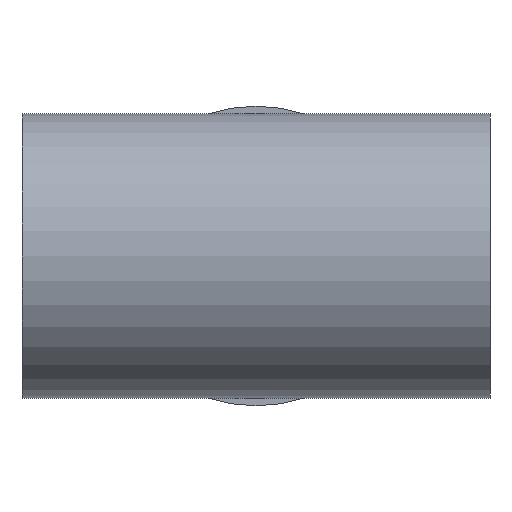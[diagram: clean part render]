
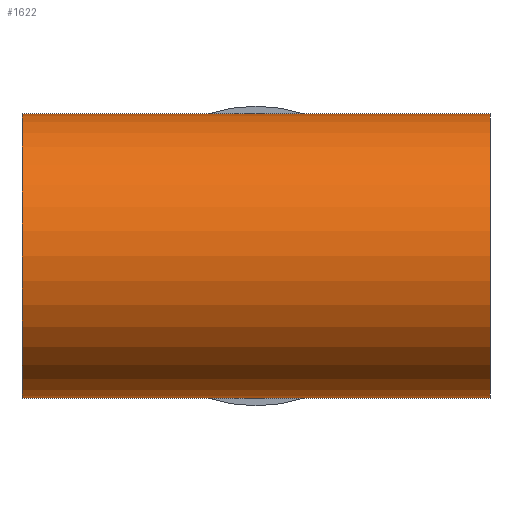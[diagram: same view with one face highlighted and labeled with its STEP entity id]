
A CAD part, front view. The second image highlights one B-rep face of the part: STEP entity #1622.
In plain terms, the highlighted cylindrical face has radius 9.652 mm (diameter 19.304 mm), a partial arc.
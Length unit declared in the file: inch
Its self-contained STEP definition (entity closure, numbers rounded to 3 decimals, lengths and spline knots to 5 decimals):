
#37 = DIRECTION ( 'NONE',  ( -1., 0., 0. ) ) ;
#38 = CARTESIAN_POINT ( 'NONE',  ( 0.625, -0.37, 0.38 ) ) ;
#44 = VECTOR ( 'NONE', #37, 39.37008 ) ;
#45 = LINE ( 'NONE', #38, #44 ) ;
#211 = CARTESIAN_POINT ( 'NONE',  ( -0.625, -0.37, 0.38 ) ) ;
#212 = DIRECTION ( 'NONE',  ( -1., 0., 0. ) ) ;
#213 = VECTOR ( 'NONE', #212, 39.37008 ) ;
#214 = CARTESIAN_POINT ( 'NONE',  ( 0.625, -0.37, -0.38 ) ) ;
#215 = LINE ( 'NONE', #214, #213 ) ;
#375 = EDGE_CURVE ( 'NONE', #435, #467, #215, .T. ) ;
#378 = VERTEX_POINT ( 'NONE', #211 ) ;
#415 = EDGE_CURVE ( 'NONE', #463, #378, #45, .T. ) ;
#435 = VERTEX_POINT ( 'NONE', #3152 ) ;
#463 = VERTEX_POINT ( 'NONE', #1927 ) ;
#467 = VERTEX_POINT ( 'NONE', #1925 ) ;
#1147 = DIRECTION ( 'NONE',  ( 0., 0., -1. ) ) ;
#1148 = DIRECTION ( 'NONE',  ( 1., 0., 0. ) ) ;
#1149 = CARTESIAN_POINT ( 'NONE',  ( 0.625, -0.37, 0. ) ) ;
#1150 = AXIS2_PLACEMENT_3D ( 'NONE', #1149, #1148, #1147 ) ;
#1160 = CIRCLE ( 'NONE', #1150, 0.38 ) ;
#1433 = EDGE_CURVE ( 'NONE', #463, #435, #1160, .T. ) ;
#1599 = ORIENTED_EDGE ( 'NONE', *, *, #415, .T. ) ;
#1600 = ORIENTED_EDGE ( 'NONE', *, *, #1617, .T. ) ;
#1617 = EDGE_CURVE ( 'NONE', #378, #467, #3376, .T. ) ;
#1622 = ADVANCED_FACE ( 'NONE', ( #3377 ), #3379, .T. ) ;
#1623 = EDGE_LOOP ( 'NONE', ( #1624, #1625, #1599, #1600 ) ) ;
#1624 = ORIENTED_EDGE ( 'NONE', *, *, #375, .F. ) ;
#1625 = ORIENTED_EDGE ( 'NONE', *, *, #1433, .F. ) ;
#1925 = CARTESIAN_POINT ( 'NONE',  ( -0.625, -0.37, -0.38 ) ) ;
#1927 = CARTESIAN_POINT ( 'NONE',  ( 0.625, -0.37, 0.38 ) ) ;
#3152 = CARTESIAN_POINT ( 'NONE',  ( 0.625, -0.37, -0.38 ) ) ;
#3336 = DIRECTION ( 'NONE',  ( 1., 0., 0. ) ) ;
#3344 = CARTESIAN_POINT ( 'NONE',  ( -0.625, -0.37, 0. ) ) ;
#3345 = CARTESIAN_POINT ( 'NONE',  ( 0.625, -0.37, 0. ) ) ;
#3348 = AXIS2_PLACEMENT_3D ( 'NONE', #3344, #3336, #3366 ) ;
#3366 = DIRECTION ( 'NONE',  ( 0., 0., -1. ) ) ;
#3367 = DIRECTION ( 'NONE',  ( 0., 0., 1. ) ) ;
#3368 = DIRECTION ( 'NONE',  ( -1., 0., 0. ) ) ;
#3376 = CIRCLE ( 'NONE', #3348, 0.38 ) ;
#3377 = FACE_OUTER_BOUND ( 'NONE', #1623, .T. ) ;
#3378 = AXIS2_PLACEMENT_3D ( 'NONE', #3345, #3368, #3367 ) ;
#3379 = CYLINDRICAL_SURFACE ( 'NONE', #3378, 0.38 ) ;
